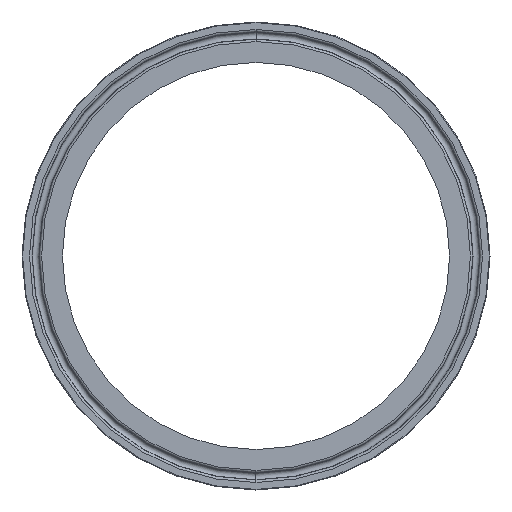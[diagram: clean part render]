
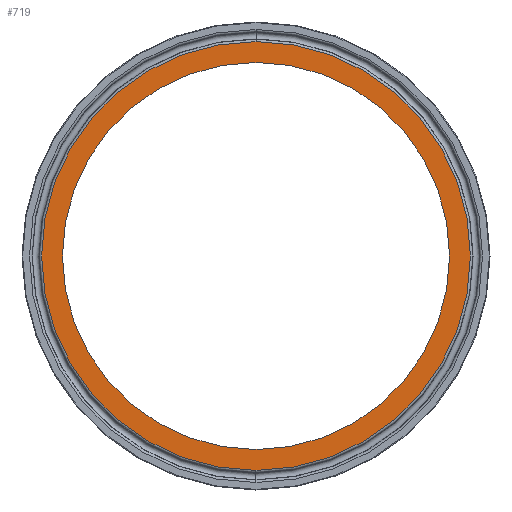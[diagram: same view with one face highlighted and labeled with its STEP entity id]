
A CAD part, left-side view. The second image highlights one B-rep face of the part: STEP entity #719.
In plain terms, the highlighted planar face has unit normal (-1, 0, 0).
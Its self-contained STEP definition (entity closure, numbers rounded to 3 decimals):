
#22 = CARTESIAN_POINT ( 'NONE',  ( 0., 0., 0. ) ) ;
#34 = ORIENTED_EDGE ( 'NONE', *, *, #621, .F. ) ;
#44 = EDGE_CURVE ( 'NONE', #139, #482, #476, .T. ) ;
#103 = DIRECTION ( 'NONE',  ( -1., 0., 0. ) ) ;
#111 = CARTESIAN_POINT ( 'NONE',  ( 0., 0., 0. ) ) ;
#114 = CARTESIAN_POINT ( 'NONE',  ( 0., 70.997, 0. ) ) ;
#115 = DIRECTION ( 'NONE',  ( 0., 0., 1. ) ) ;
#131 = CIRCLE ( 'NONE', #566, 70.997 ) ;
#139 = VERTEX_POINT ( 'NONE', #328 ) ;
#149 = EDGE_LOOP ( 'NONE', ( #608, #336 ) ) ;
#155 = AXIS2_PLACEMENT_3D ( 'NONE', #698, #479, #115 ) ;
#162 = VERTEX_POINT ( 'NONE', #214 ) ;
#181 = CARTESIAN_POINT ( 'NONE',  ( 0., 0., -64.1 ) ) ;
#194 = AXIS2_PLACEMENT_3D ( 'NONE', #445, #103, #558 ) ;
#199 = DIRECTION ( 'NONE',  ( 0., 0., 1. ) ) ;
#214 = CARTESIAN_POINT ( 'NONE',  ( 0., 0., 64.1 ) ) ;
#260 = DIRECTION ( 'NONE',  ( -1., 0., 0. ) ) ;
#276 = CARTESIAN_POINT ( 'NONE',  ( 0., 0., -70.997 ) ) ;
#326 = AXIS2_PLACEMENT_3D ( 'NONE', #114, #586, #695 ) ;
#328 = CARTESIAN_POINT ( 'NONE',  ( 0., 0., 70.997 ) ) ;
#330 = EDGE_LOOP ( 'NONE', ( #663, #34 ) ) ;
#336 = ORIENTED_EDGE ( 'NONE', *, *, #753, .T. ) ;
#342 = EDGE_CURVE ( 'NONE', #162, #669, #466, .T. ) ;
#412 = FACE_OUTER_BOUND ( 'NONE', #149, .T. ) ;
#445 = CARTESIAN_POINT ( 'NONE',  ( 0., 0., 0. ) ) ;
#466 = CIRCLE ( 'NONE', #194, 64.1 ) ;
#476 = CIRCLE ( 'NONE', #614, 70.997 ) ;
#479 = DIRECTION ( 'NONE',  ( -1., 0., 0. ) ) ;
#482 = VERTEX_POINT ( 'NONE', #276 ) ;
#489 = CIRCLE ( 'NONE', #155, 64.1 ) ;
#535 = PLANE ( 'NONE',  #326 ) ;
#558 = DIRECTION ( 'NONE',  ( 0., 0., 1. ) ) ;
#566 = AXIS2_PLACEMENT_3D ( 'NONE', #111, #705, #642 ) ;
#586 = DIRECTION ( 'NONE',  ( 1., 0., 0. ) ) ;
#608 = ORIENTED_EDGE ( 'NONE', *, *, #44, .T. ) ;
#614 = AXIS2_PLACEMENT_3D ( 'NONE', #22, #260, #199 ) ;
#621 = EDGE_CURVE ( 'NONE', #669, #162, #489, .T. ) ;
#642 = DIRECTION ( 'NONE',  ( 0., 0., 1. ) ) ;
#663 = ORIENTED_EDGE ( 'NONE', *, *, #342, .F. ) ;
#669 = VERTEX_POINT ( 'NONE', #181 ) ;
#695 = DIRECTION ( 'NONE',  ( 0., 0., -1. ) ) ;
#698 = CARTESIAN_POINT ( 'NONE',  ( 0., 0., 0. ) ) ;
#705 = DIRECTION ( 'NONE',  ( -1., 0., 0. ) ) ;
#719 = ADVANCED_FACE ( 'NONE', ( #755, #412 ), #535, .F. ) ;
#753 = EDGE_CURVE ( 'NONE', #482, #139, #131, .T. ) ;
#755 = FACE_BOUND ( 'NONE', #330, .T. ) ;
